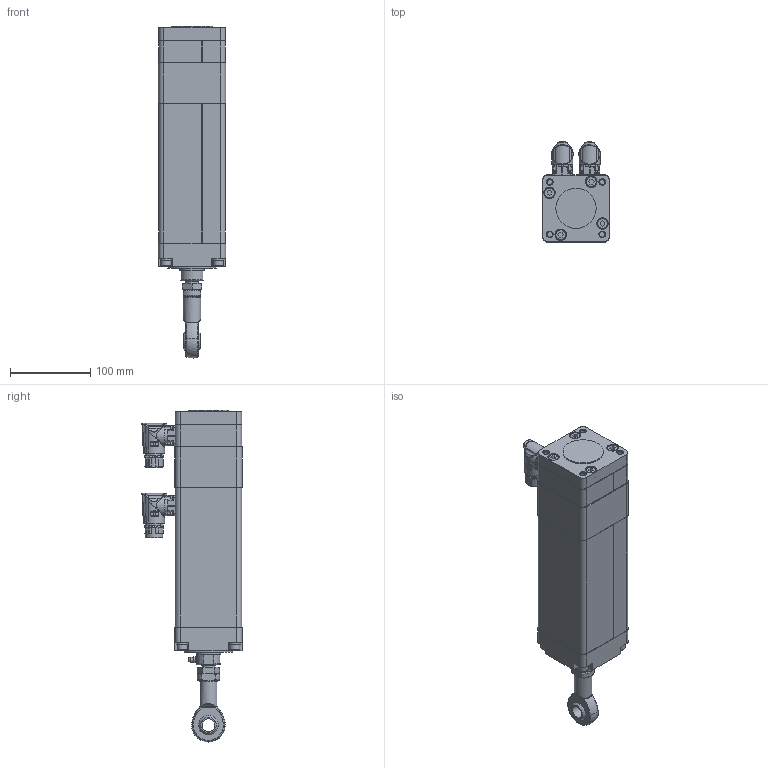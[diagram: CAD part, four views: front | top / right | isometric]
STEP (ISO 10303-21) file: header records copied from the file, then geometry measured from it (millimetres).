
FILE_DESCRIPTION (( 'STEP AP203' ), '1' );
FILE_NAME ('IMA33_BN05_SM100.000_IMA-493133-1.step', '2025-07-18T22:47:49', ( '' ), ( '' ), 'SwSTEP 2.0', 'SolidWorks 2024', '' );
FILE_SCHEMA (( 'CONFIG_CONTROL_DESIGN' ));
Length unit declared in the file: inch
Products named in the file (4): tempJoin1_27339012_IMA33_BN05_SM100.000_IMA-493133-1; 27339014_IMA33_BN05_SM100.000_IMA-493133-1; Base_IMA33_BN05_SM100.000_IMA-493133-1; IMA33_BN05_SM100.000_IMA-493133-1
Assembly tree (3 placements, depth 2):
  IMA33_BN05_SM100.000_IMA-493133-1
    tempJoin1_27339012_IMA33_BN05_SM100.000_IMA-493133-1
    27339014_IMA33_BN05_SM100.000_IMA-493133-1
    Base_IMA33_BN05_SM100.000_IMA-493133-1
Bounding box: 83.57 x 124.46 x 412.77 mm (x, y, z)
Volume: 1974323.9 mm3; surface area: 216962.8 mm2
Topology: 3 solids, 8 shells, 2331 faces, 5984 edges, 3769 vertices
Faces by surface type: plane 1204, cylinder 494, bspline 474, cone 118, torus 38, sphere 3
Full cylindrical faces by diameter (mm): 1 x12, 1.18 x12, 2 x6, 2.5 x8, 2.7 x8, 3 x2, 3.2 x2, 4.5 x10, 5.35 x3, 5.5 x3, 6.477 x1, 6.701 x8, 8 x8, 8.3 x16, 8.331 x4, 13 x8, 14.275 x4, 14.288 x4, 14.5 x2, 15.2 x1, 16 x2, 17.4 x1, 19.9 x1, 21.15 x4, 21.6 x1, 22 x1, 30.135 x1, 30.175 x1, 36.449 x1, 41.224 x2
Entity records: 91831 total; most frequent: CARTESIAN_POINT 40756, ORIENTED_EDGE 11054, DIRECTION 8881, EDGE_CURVE 5527, VERTEX_POINT 3629, LINE 3073, VECTOR 3073, AXIS2_PLACEMENT_3D 2904
